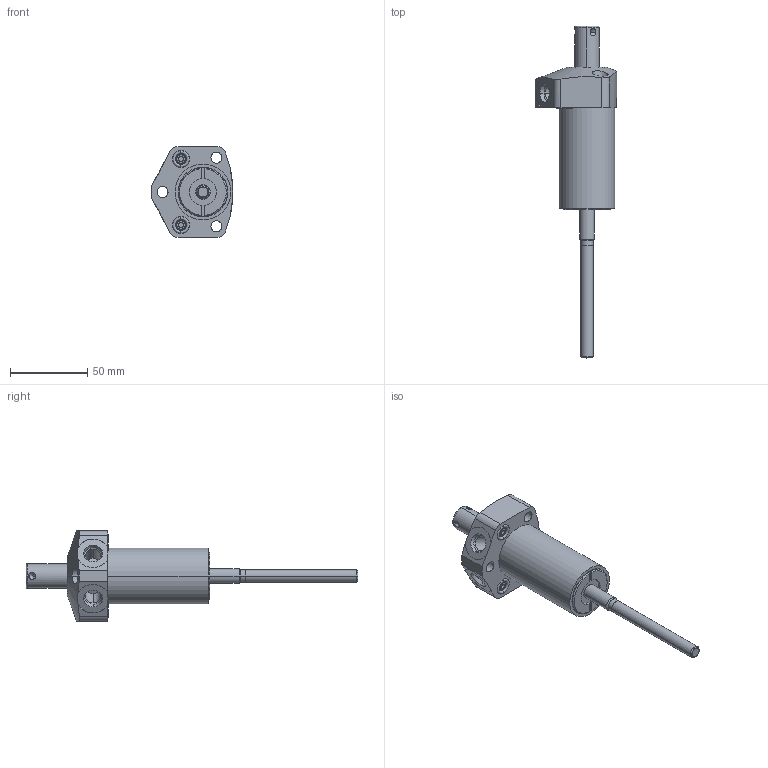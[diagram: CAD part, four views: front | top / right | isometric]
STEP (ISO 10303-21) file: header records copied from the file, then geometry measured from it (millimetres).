
FILE_DESCRIPTION((''),'2;1');
FILE_NAME('ILC14620901LPR','2012-05-29T',('gar'),(''),'PRO/ENGINEER BY PARAMETRIC TECHNOLOGY CORPORATION, 2007460','PRO/ENGINEER BY PARAMETRIC TECHNOLOGY CORPORATION, 2007460','');
FILE_SCHEMA(('AUTOMOTIVE_DESIGN_CC2 { 1 2 10303 214 -1 1 5 2 }'));
Length unit declared in the file: inch
Products named in the file (1): ILC14620901LPR
Bounding box: 52.83 x 215.34 x 58.6 mm (x, y, z)
Volume: 130913.6 mm3; surface area: 27478.6 mm2
Topology: 1 solids, 3 shells, 154 faces, 353 edges, 222 vertices
Faces by surface type: cylinder 69, plane 43, cone 32, torus 10
Entity records: 6006 total; most frequent: CARTESIAN_POINT 1002, DIRECTION 800, ORIENTED_EDGE 682, PRESENTATION_STYLE_ASSIGNMENT 370, STYLED_ITEM 348, CURVE_STYLE 345, EDGE_CURVE 345, AXIS2_PLACEMENT_3D 336
